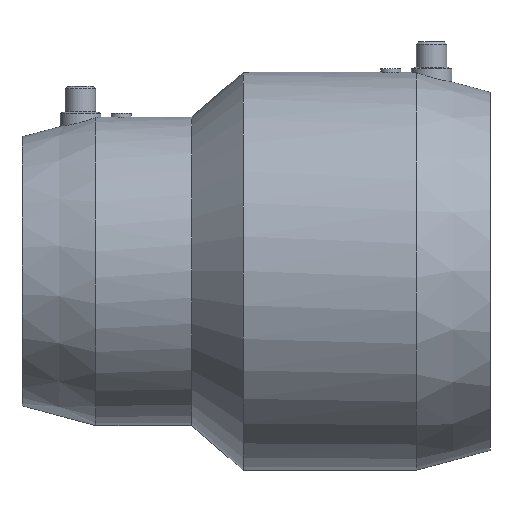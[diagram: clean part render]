
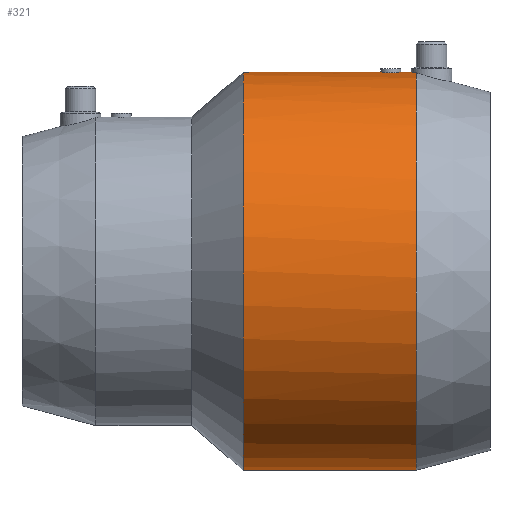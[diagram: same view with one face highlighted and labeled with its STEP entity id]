
A CAD part, top view. The second image highlights one B-rep face of the part: STEP entity #321.
In plain terms, the highlighted cylindrical face has radius 78 mm (diameter 156 mm), a partial arc.
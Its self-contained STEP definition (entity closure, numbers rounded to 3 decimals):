
#321 = ADVANCED_FACE( '', ( #931 ), #932, .T. );
#443 = VERTEX_POINT( '', #1070 );
#571 = EDGE_CURVE( '', #651, #823, #1217, .T. );
#615 = VERTEX_POINT( '', #1272 );
#651 = VERTEX_POINT( '', #1309 );
#679 = EDGE_CURVE( '', #911, #651, #1340, .T. );
#693 = VERTEX_POINT( '', #1358 );
#701 = EDGE_CURVE( '', #443, #693, #1367, .T. );
#727 = EDGE_CURVE( '', #615, #851, #1397, .T. );
#807 = EDGE_CURVE( '', #823, #851, #1486, .T. );
#823 = VERTEX_POINT( '', #1503 );
#851 = VERTEX_POINT( '', #1533 );
#859 = EDGE_CURVE( '', #615, #443, #1541, .T. );
#869 = EDGE_CURVE( '', #693, #911, #1551, .T. );
#911 = VERTEX_POINT( '', #1597 );
#931 = FACE_OUTER_BOUND( '', #1607, .T. );
#932 = CYLINDRICAL_SURFACE( '', #1608, 78. );
#1070 = CARTESIAN_POINT( '', ( 54.077, -78., 0. ) );
#1217 = B_SPLINE_CURVE_WITH_KNOTS( '', 3, ( #2123, #2124, #2125, #2126, #2127, #2128, #2129, #2130, #2131, #2132, #2133, #2134, #2135, #2136, #2137, #2138, #2139, #2140, #2141, #2142, #2143, #2144, #2145, #2146, #2147, #2148, #2149, #2150, #2151, #2152, #2153, #2154, #2155, #2156 ), .UNSPECIFIED., .F., .F., ( 4, 2, 2, 2, 2, 2, 2, 2, 2, 2, 2, 2, 2, 2, 2, 2, 4 ), ( 6.028, 6.782, 7.535, 8.289, 9.042, 9.796, 10.549, 11.303, 12.056, 12.81, 13.563, 14.317, 15.07, 15.824, 16.577, 17.331, 18.084 ), .UNSPECIFIED. );
#1272 = CARTESIAN_POINT( '', ( -13.809, -78., 0. ) );
#1309 = CARTESIAN_POINT( '', ( 48.1, 78., 0. ) );
#1340 = LINE( '', #2456, #2457 );
#1358 = CARTESIAN_POINT( '', ( 54.077, 77.822, 5.265 ) );
#1367 = CIRCLE( '', #2490, 78. );
#1397 = CIRCLE( '', #2529, 78. );
#1486 = LINE( '', #2695, #2696 );
#1503 = CARTESIAN_POINT( '', ( 40.1, 78., 0. ) );
#1533 = CARTESIAN_POINT( '', ( -13.809, 78., 0. ) );
#1541 = LINE( '', #2762, #2763 );
#1551 = B_SPLINE_CURVE_WITH_KNOTS( '', 3, ( #2776, #2777, #2778, #2779, #2780, #2781, #2782, #2783, #2784, #2785, #2786, #2787, #2788, #2789, #2790, #2791, #2792, #2793 ), .UNSPECIFIED., .F., .F., ( 4, 2, 2, 2, 2, 2, 2, 2, 4 ), ( 6.563, 7.539, 9.047, 10.555, 12.063, 13.571, 15.079, 16.587, 17.563 ), .UNSPECIFIED. );
#1597 = CARTESIAN_POINT( '', ( 52.1, 78., 0. ) );
#1607 = EDGE_LOOP( '', ( #2897, #2898, #2899, #2900, #2901, #2902, #2903 ) );
#1608 = AXIS2_PLACEMENT_3D( '', #2904, #2905, #2906 );
#2123 = CARTESIAN_POINT( '', ( 48.1, 78., 0. ) );
#2124 = CARTESIAN_POINT( '', ( 48.1, 78., 0.251 ) );
#2125 = CARTESIAN_POINT( '', ( 48.076, 77.999, 0.511 ) );
#2126 = CARTESIAN_POINT( '', ( 47.975, 77.994, 1.028 ) );
#2127 = CARTESIAN_POINT( '', ( 47.898, 77.99, 1.284 ) );
#2128 = CARTESIAN_POINT( '', ( 47.693, 77.98, 1.777 ) );
#2129 = CARTESIAN_POINT( '', ( 47.566, 77.974, 2.013 ) );
#2130 = CARTESIAN_POINT( '', ( 47.273, 77.962, 2.45 ) );
#2131 = CARTESIAN_POINT( '', ( 47.106, 77.955, 2.651 ) );
#2132 = CARTESIAN_POINT( '', ( 46.751, 77.942, 3.006 ) );
#2133 = CARTESIAN_POINT( '', ( 46.55, 77.936, 3.173 ) );
#2134 = CARTESIAN_POINT( '', ( 46.113, 77.923, 3.466 ) );
#2135 = CARTESIAN_POINT( '', ( 45.877, 77.917, 3.593 ) );
#2136 = CARTESIAN_POINT( '', ( 45.384, 77.908, 3.798 ) );
#2137 = CARTESIAN_POINT( '', ( 45.128, 77.904, 3.875 ) );
#2138 = CARTESIAN_POINT( '', ( 44.611, 77.899, 3.976 ) );
#2139 = CARTESIAN_POINT( '', ( 44.351, 77.897, 4. ) );
#2140 = CARTESIAN_POINT( '', ( 43.849, 77.897, 4. ) );
#2141 = CARTESIAN_POINT( '', ( 43.589, 77.899, 3.976 ) );
#2142 = CARTESIAN_POINT( '', ( 43.072, 77.904, 3.875 ) );
#2143 = CARTESIAN_POINT( '', ( 42.816, 77.908, 3.798 ) );
#2144 = CARTESIAN_POINT( '', ( 42.323, 77.917, 3.593 ) );
#2145 = CARTESIAN_POINT( '', ( 42.087, 77.923, 3.466 ) );
#2146 = CARTESIAN_POINT( '', ( 41.65, 77.936, 3.173 ) );
#2147 = CARTESIAN_POINT( '', ( 41.449, 77.942, 3.006 ) );
#2148 = CARTESIAN_POINT( '', ( 41.094, 77.955, 2.651 ) );
#2149 = CARTESIAN_POINT( '', ( 40.927, 77.962, 2.45 ) );
#2150 = CARTESIAN_POINT( '', ( 40.634, 77.974, 2.013 ) );
#2151 = CARTESIAN_POINT( '', ( 40.507, 77.98, 1.777 ) );
#2152 = CARTESIAN_POINT( '', ( 40.302, 77.99, 1.284 ) );
#2153 = CARTESIAN_POINT( '', ( 40.225, 77.994, 1.028 ) );
#2154 = CARTESIAN_POINT( '', ( 40.124, 77.999, 0.511 ) );
#2155 = CARTESIAN_POINT( '', ( 40.1, 78., 0.251 ) );
#2156 = CARTESIAN_POINT( '', ( 40.1, 78., 0. ) );
#2456 = CARTESIAN_POINT( '', ( 20.134, 78., 0. ) );
#2457 = VECTOR( '', #3430, 1. );
#2490 = AXIS2_PLACEMENT_3D( '', #3476, #3477, #3478 );
#2529 = AXIS2_PLACEMENT_3D( '', #3521, #3522, #3523 );
#2695 = CARTESIAN_POINT( '', ( 20.134, 78., 0. ) );
#2696 = VECTOR( '', #3633, 1. );
#2762 = CARTESIAN_POINT( '', ( 20.134, -78., 0. ) );
#2763 = VECTOR( '', #3684, 1. );
#2776 = CARTESIAN_POINT( '', ( 54.077, 77.822, 5.265 ) );
#2777 = CARTESIAN_POINT( '', ( 53.858, 77.839, 5.015 ) );
#2778 = CARTESIAN_POINT( '', ( 53.652, 77.856, 4.747 ) );
#2779 = CARTESIAN_POINT( '', ( 53.168, 77.897, 4.027 ) );
#2780 = CARTESIAN_POINT( '', ( 52.914, 77.92, 3.555 ) );
#2781 = CARTESIAN_POINT( '', ( 52.505, 77.959, 2.57 ) );
#2782 = CARTESIAN_POINT( '', ( 52.351, 77.975, 2.056 ) );
#2783 = CARTESIAN_POINT( '', ( 52.148, 77.995, 1.022 ) );
#2784 = CARTESIAN_POINT( '', ( 52.1, 78., 0.503 ) );
#2785 = CARTESIAN_POINT( '', ( 52.1, 78., -0.503 ) );
#2786 = CARTESIAN_POINT( '', ( 52.148, 77.995, -1.022 ) );
#2787 = CARTESIAN_POINT( '', ( 52.351, 77.975, -2.056 ) );
#2788 = CARTESIAN_POINT( '', ( 52.505, 77.959, -2.57 ) );
#2789 = CARTESIAN_POINT( '', ( 52.914, 77.92, -3.555 ) );
#2790 = CARTESIAN_POINT( '', ( 53.168, 77.897, -4.027 ) );
#2791 = CARTESIAN_POINT( '', ( 53.652, 77.856, -4.747 ) );
#2792 = CARTESIAN_POINT( '', ( 53.858, 77.839, -5.015 ) );
#2793 = CARTESIAN_POINT( '', ( 54.077, 77.822, -5.265 ) );
#2897 = ORIENTED_EDGE( '', *, *, #679, .T. );
#2898 = ORIENTED_EDGE( '', *, *, #571, .T. );
#2899 = ORIENTED_EDGE( '', *, *, #807, .T. );
#2900 = ORIENTED_EDGE( '', *, *, #727, .F. );
#2901 = ORIENTED_EDGE( '', *, *, #859, .T. );
#2902 = ORIENTED_EDGE( '', *, *, #701, .T. );
#2903 = ORIENTED_EDGE( '', *, *, #869, .T. );
#2904 = CARTESIAN_POINT( '', ( 20.134, 0., 0. ) );
#2905 = DIRECTION( '', ( 1., 0., 0. ) );
#2906 = DIRECTION( '', ( 0., 1., 0. ) );
#3430 = DIRECTION( '', ( -1., 0., 0. ) );
#3476 = CARTESIAN_POINT( '', ( 54.077, 0., 0. ) );
#3477 = DIRECTION( '', ( -1., 0., 0. ) );
#3478 = DIRECTION( '', ( 0., 1., 0. ) );
#3521 = CARTESIAN_POINT( '', ( -13.809, 0., 0. ) );
#3522 = DIRECTION( '', ( -1., 0., 0. ) );
#3523 = DIRECTION( '', ( 0., 1., 0. ) );
#3633 = DIRECTION( '', ( -1., 0., 0. ) );
#3684 = DIRECTION( '', ( 1., 0., 0. ) );
